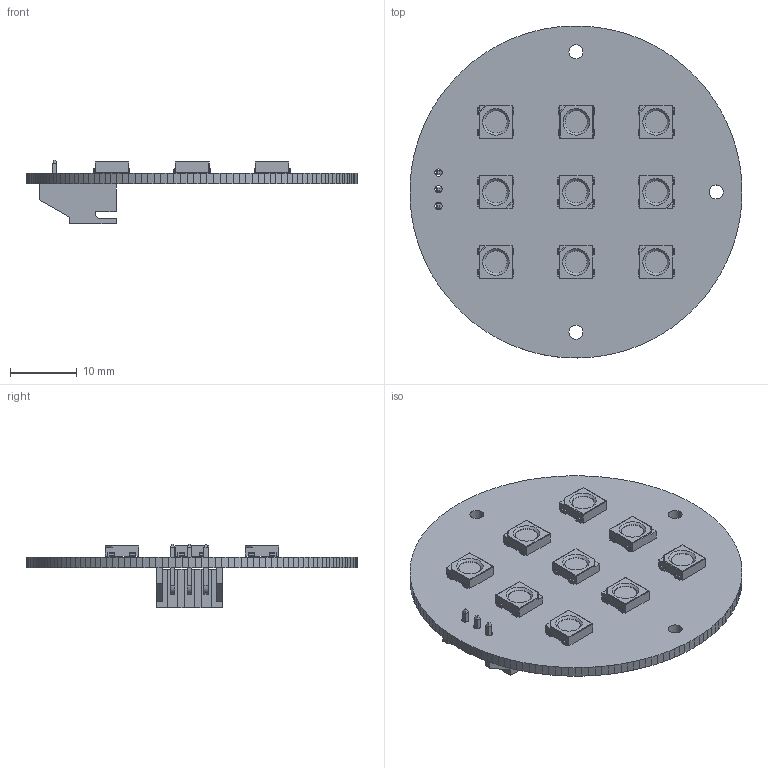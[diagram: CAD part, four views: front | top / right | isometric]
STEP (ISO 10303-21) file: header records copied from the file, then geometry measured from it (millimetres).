
FILE_DESCRIPTION(('KiCad electronic assembly'),'2;1');
FILE_NAME('Light.step','2023-10-08T12:49:05',('Pcbnew'),('Kicad'), 'Open CASCADE STEP processor 7.6','KiCad to STEP converter','Unknown' );
FILE_SCHEMA(('AUTOMOTIVE_DESIGN { 1 0 10303 214 1 1 1 1 }'));
Length unit declared in the file: millimetre
Products named in the file (6): Light 1; LED_Inolux_IN-PI554FCH_PLCC4_5.0x5.0mm_P3.2mm; SOLID; S3B-XH-A_LF__SN_; COMPOUND; _autosave-Light PCB
Assembly tree (13 placements, depth 3):
  Light 1
    LED_Inolux_IN-PI554FCH_PLCC4_5.0x5.0mm_P3.2mm  x9
      SOLID
    S3B-XH-A_LF__SN_
      COMPOUND
    _autosave-Light PCB
Bounding box: 49.73 x 49.74 x 9.55 mm (x, y, z)
Volume: 3630.1 mm3; surface area: 5656 mm2
Topology: 14 solids, 14 shells, 903 faces, 2628 edges, 1726 vertices
Faces by surface type: plane 674, cylinder 220, cone 9
Full cylindrical faces by diameter (mm): 1.1 x3, 2.1 x3, 3.333 x9
Entity records: 25794 total; most frequent: CARTESIAN_POINT 4583, DIRECTION 3840, LINE 2888, VECTOR 2888, ORIENTED_EDGE 2040, PCURVE 2040, DEFINITIONAL_REPRESENTATION 2040, EDGE_CURVE 1020
